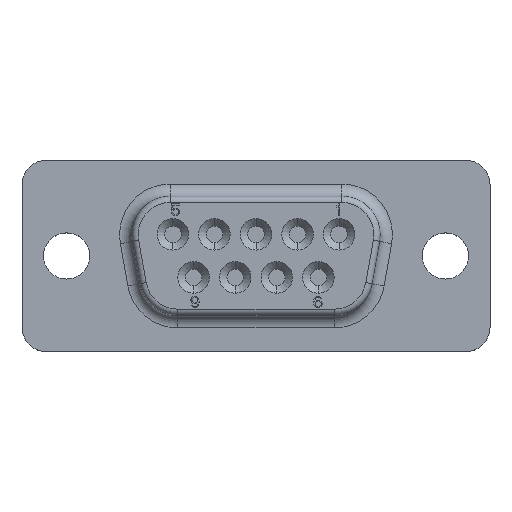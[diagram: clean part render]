
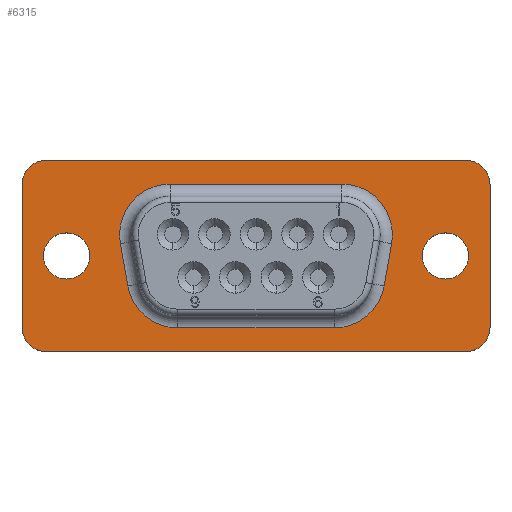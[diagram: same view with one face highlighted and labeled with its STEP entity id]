
A CAD part, top view. The second image highlights one B-rep face of the part: STEP entity #6315.
In plain terms, the highlighted planar face has unit normal (0, 0, 1).
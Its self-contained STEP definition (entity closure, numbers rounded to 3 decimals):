
#1232=CARTESIAN_POINT('',(12.497,0.,-6.147));
#1233=DIRECTION('',(0.,0.,1.));
#1234=DIRECTION('',(1.,0.,0.));
#1235=AXIS2_PLACEMENT_3D('',#1232,#1233,#1234);
#1237=CARTESIAN_POINT('',(12.497,0.,-6.147));
#1238=DIRECTION('',(0.,0.,1.));
#1239=DIRECTION('',(-1.,0.,0.));
#1240=AXIS2_PLACEMENT_3D('',#1237,#1238,#1239);
#1242=CARTESIAN_POINT('',(-12.497,0.,-6.147));
#1243=DIRECTION('',(0.,0.,1.));
#1244=DIRECTION('',(1.,0.,0.));
#1245=AXIS2_PLACEMENT_3D('',#1242,#1243,#1244);
#1247=CARTESIAN_POINT('',(-12.497,0.,-6.147));
#1248=DIRECTION('',(0.,0.,1.));
#1249=DIRECTION('',(-1.,0.,0.));
#1250=AXIS2_PLACEMENT_3D('',#1247,#1248,#1249);
#1252=CARTESIAN_POINT('',(-13.868,-4.724,-6.147));
#1253=DIRECTION('',(0.,0.,-1.));
#1254=DIRECTION('',(0.,-1.,0.));
#1255=AXIS2_PLACEMENT_3D('',#1252,#1253,#1254);
#1257=DIRECTION('',(0.,1.,0.));
#1258=VECTOR('',#1257,9.449);
#1259=CARTESIAN_POINT('',(-15.443,-4.724,-6.147));
#1260=LINE('',#1259,#1258);
#1261=CARTESIAN_POINT('',(-13.868,4.724,-6.147));
#1262=DIRECTION('',(0.,0.,-1.));
#1263=DIRECTION('',(-1.,0.,0.));
#1264=AXIS2_PLACEMENT_3D('',#1261,#1262,#1263);
#1266=DIRECTION('',(1.,0.,0.));
#1267=VECTOR('',#1266,27.737);
#1268=CARTESIAN_POINT('',(-13.868,6.299,-6.147));
#1269=LINE('',#1268,#1267);
#1270=CARTESIAN_POINT('',(13.868,4.724,-6.147));
#1271=DIRECTION('',(0.,0.,-1.));
#1272=DIRECTION('',(0.,1.,0.));
#1273=AXIS2_PLACEMENT_3D('',#1270,#1271,#1272);
#1275=DIRECTION('',(0.,-1.,0.));
#1276=VECTOR('',#1275,9.449);
#1277=CARTESIAN_POINT('',(15.443,4.724,-6.147));
#1278=LINE('',#1277,#1276);
#1279=CARTESIAN_POINT('',(13.868,-4.724,-6.147));
#1280=DIRECTION('',(0.,0.,-1.));
#1281=DIRECTION('',(1.,0.,0.));
#1282=AXIS2_PLACEMENT_3D('',#1279,#1280,#1281);
#1284=DIRECTION('',(-1.,0.,0.));
#1285=VECTOR('',#1284,27.737);
#1286=CARTESIAN_POINT('',(13.868,-6.299,-6.147));
#1287=LINE('',#1286,#1285);
#1288=CARTESIAN_POINT('',(5.652,1.397,-6.147));
#1289=DIRECTION('',(0.,0.,-1.));
#1290=DIRECTION('',(0.,1.,0.));
#1291=AXIS2_PLACEMENT_3D('',#1288,#1289,#1290);
#1293=DIRECTION('',(1.,0.,0.));
#1294=VECTOR('',#1293,11.304);
#1295=CARTESIAN_POINT('',(-5.652,4.75,-6.147));
#1296=LINE('',#1295,#1294);
#1297=CARTESIAN_POINT('',(-5.652,1.397,-6.147));
#1298=DIRECTION('',(0.,0.,-1.));
#1299=DIRECTION('',(-0.985,-0.174,0.));
#1300=AXIS2_PLACEMENT_3D('',#1297,#1298,#1299);
#1302=DIRECTION('',(-0.174,0.985,0.));
#1303=VECTOR('',#1302,2.837);
#1304=CARTESIAN_POINT('',(-8.461,-1.979,-6.147));
#1305=LINE('',#1304,#1303);
#1306=CARTESIAN_POINT('',(-5.159,-1.397,-6.147));
#1307=DIRECTION('',(0.,0.,-1.));
#1308=DIRECTION('',(0.,-1.,0.));
#1309=AXIS2_PLACEMENT_3D('',#1306,#1307,#1308);
#1311=DIRECTION('',(-1.,0.,0.));
#1312=VECTOR('',#1311,10.319);
#1313=CARTESIAN_POINT('',(5.159,-4.75,-6.147));
#1314=LINE('',#1313,#1312);
#1315=CARTESIAN_POINT('',(5.159,-1.397,-6.147));
#1316=DIRECTION('',(0.,0.,-1.));
#1317=DIRECTION('',(0.985,-0.174,0.));
#1318=AXIS2_PLACEMENT_3D('',#1315,#1316,#1317);
#1320=DIRECTION('',(-0.174,-0.985,0.));
#1321=VECTOR('',#1320,2.837);
#1322=CARTESIAN_POINT('',(8.954,0.815,-6.147));
#1323=LINE('',#1322,#1321);
#3844=CARTESIAN_POINT('',(14.021,0.,-6.147));
#3845=CARTESIAN_POINT('',(10.973,0.,-6.147));
#3846=VERTEX_POINT('',#3844);
#3847=VERTEX_POINT('',#3845);
#3848=CARTESIAN_POINT('',(-10.973,0.,-6.147));
#3849=CARTESIAN_POINT('',(-14.021,0.,-6.147));
#3850=VERTEX_POINT('',#3848);
#3851=VERTEX_POINT('',#3849);
#3852=CARTESIAN_POINT('',(-13.868,-6.299,-6.147));
#3853=CARTESIAN_POINT('',(-15.443,-4.724,-6.147));
#3854=VERTEX_POINT('',#3852);
#3855=VERTEX_POINT('',#3853);
#3856=CARTESIAN_POINT('',(-15.443,4.724,-6.147));
#3857=VERTEX_POINT('',#3856);
#3858=CARTESIAN_POINT('',(-13.868,6.299,-6.147));
#3859=VERTEX_POINT('',#3858);
#3860=CARTESIAN_POINT('',(13.868,6.299,-6.147));
#3861=VERTEX_POINT('',#3860);
#3862=CARTESIAN_POINT('',(15.443,4.724,-6.147));
#3863=VERTEX_POINT('',#3862);
#3864=CARTESIAN_POINT('',(15.443,-4.724,-6.147));
#3865=VERTEX_POINT('',#3864);
#3866=CARTESIAN_POINT('',(13.868,-6.299,-6.147));
#3867=VERTEX_POINT('',#3866);
#4848=CARTESIAN_POINT('',(5.652,4.75,-6.147));
#4849=CARTESIAN_POINT('',(8.954,0.815,-6.147));
#4850=VERTEX_POINT('',#4848);
#4851=VERTEX_POINT('',#4849);
#4854=CARTESIAN_POINT('',(8.461,-1.979,-6.147));
#4855=VERTEX_POINT('',#4854);
#4858=CARTESIAN_POINT('',(5.159,-4.75,-6.147));
#4859=VERTEX_POINT('',#4858);
#4862=CARTESIAN_POINT('',(-5.159,-4.75,-6.147));
#4863=VERTEX_POINT('',#4862);
#4866=CARTESIAN_POINT('',(-8.461,-1.979,-6.147));
#4867=VERTEX_POINT('',#4866);
#4870=CARTESIAN_POINT('',(-8.954,0.815,-6.147));
#4871=VERTEX_POINT('',#4870);
#4874=CARTESIAN_POINT('',(-5.652,4.75,-6.147));
#4875=VERTEX_POINT('',#4874);
#6270=CARTESIAN_POINT('',(0.,0.,-6.147));
#6271=DIRECTION('',(0.,0.,-1.));
#6272=DIRECTION('',(1.,0.,0.));
#6273=AXIS2_PLACEMENT_3D('',#6270,#6271,#6272);
#6274=PLANE('',#6273);
#6276=ORIENTED_EDGE('',*,*,#6275,.T.);
#6278=ORIENTED_EDGE('',*,*,#6277,.T.);
#6280=ORIENTED_EDGE('',*,*,#6279,.T.);
#6282=ORIENTED_EDGE('',*,*,#6281,.T.);
#6284=ORIENTED_EDGE('',*,*,#6283,.T.);
#6286=ORIENTED_EDGE('',*,*,#6285,.T.);
#6288=ORIENTED_EDGE('',*,*,#6287,.T.);
#6290=ORIENTED_EDGE('',*,*,#6289,.T.);
#6291=EDGE_LOOP('',(#6276,#6278,#6280,#6282,#6284,#6286,#6288,#6290));
#6292=FACE_OUTER_BOUND('',#6291,.F.);
#6294=ORIENTED_EDGE('',*,*,#6293,.T.);
#6296=ORIENTED_EDGE('',*,*,#6295,.T.);
#6297=EDGE_LOOP('',(#6294,#6296));
#6298=FACE_BOUND('',#6297,.F.);
#6300=ORIENTED_EDGE('',*,*,#6299,.T.);
#6302=ORIENTED_EDGE('',*,*,#6301,.T.);
#6303=EDGE_LOOP('',(#6300,#6302));
#6304=FACE_BOUND('',#6303,.F.);
#6305=ORIENTED_EDGE('',*,*,#6251,.F.);
#6306=ORIENTED_EDGE('',*,*,#6264,.F.);
#6307=ORIENTED_EDGE('',*,*,#6166,.F.);
#6308=ORIENTED_EDGE('',*,*,#6181,.F.);
#6309=ORIENTED_EDGE('',*,*,#6195,.F.);
#6310=ORIENTED_EDGE('',*,*,#6209,.F.);
#6311=ORIENTED_EDGE('',*,*,#6223,.F.);
#6312=ORIENTED_EDGE('',*,*,#6237,.F.);
#6313=EDGE_LOOP('',(#6305,#6306,#6307,#6308,#6309,#6310,#6311,#6312));
#6314=FACE_BOUND('',#6313,.F.);
#1236=CIRCLE('',#1235,1.524);
#1241=CIRCLE('',#1240,1.524);
#1246=CIRCLE('',#1245,1.524);
#1251=CIRCLE('',#1250,1.524);
#1256=CIRCLE('',#1255,1.575);
#1265=CIRCLE('',#1264,1.575);
#1274=CIRCLE('',#1273,1.575);
#1283=CIRCLE('',#1282,1.575);
#1292=CIRCLE('',#1291,3.353);
#1301=CIRCLE('',#1300,3.353);
#1310=CIRCLE('',#1309,3.353);
#1319=CIRCLE('',#1318,3.353);
#6166=EDGE_CURVE('',#4871,#4875,#1301,.T.);
#6181=EDGE_CURVE('',#4867,#4871,#1305,.T.);
#6195=EDGE_CURVE('',#4863,#4867,#1310,.T.);
#6209=EDGE_CURVE('',#4859,#4863,#1314,.T.);
#6223=EDGE_CURVE('',#4855,#4859,#1319,.T.);
#6237=EDGE_CURVE('',#4851,#4855,#1323,.T.);
#6251=EDGE_CURVE('',#4850,#4851,#1292,.T.);
#6264=EDGE_CURVE('',#4875,#4850,#1296,.T.);
#6275=EDGE_CURVE('',#3854,#3855,#1256,.T.);
#6277=EDGE_CURVE('',#3855,#3857,#1260,.T.);
#6279=EDGE_CURVE('',#3857,#3859,#1265,.T.);
#6281=EDGE_CURVE('',#3859,#3861,#1269,.T.);
#6283=EDGE_CURVE('',#3861,#3863,#1274,.T.);
#6285=EDGE_CURVE('',#3863,#3865,#1278,.T.);
#6287=EDGE_CURVE('',#3865,#3867,#1283,.T.);
#6289=EDGE_CURVE('',#3867,#3854,#1287,.T.);
#6293=EDGE_CURVE('',#3850,#3851,#1246,.T.);
#6295=EDGE_CURVE('',#3851,#3850,#1251,.T.);
#6299=EDGE_CURVE('',#3846,#3847,#1236,.T.);
#6301=EDGE_CURVE('',#3847,#3846,#1241,.T.);
#6315=ADVANCED_FACE('',(#6292,#6298,#6304,#6314),#6274,.F.);
